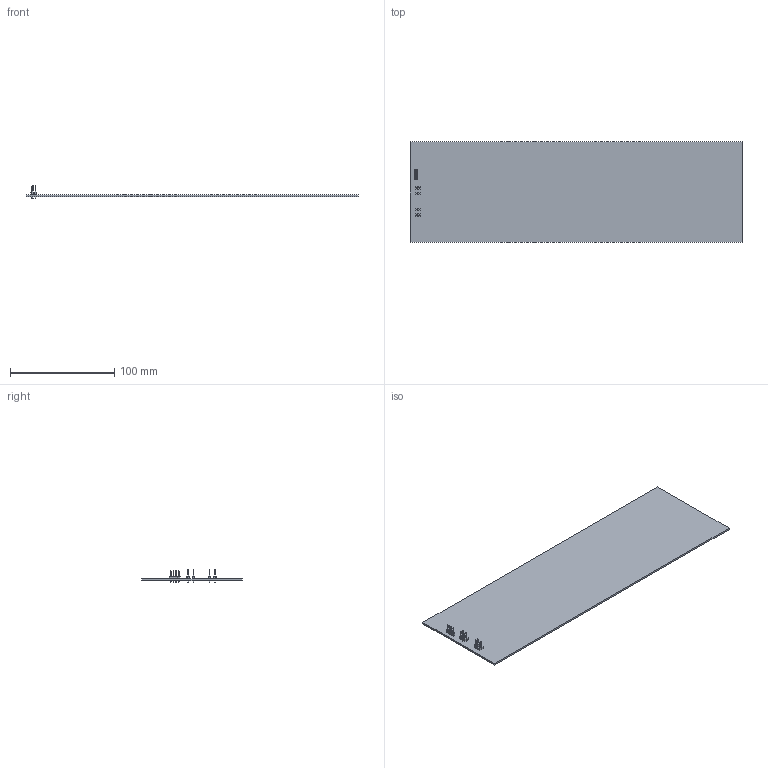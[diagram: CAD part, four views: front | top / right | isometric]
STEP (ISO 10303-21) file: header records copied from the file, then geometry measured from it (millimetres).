
FILE_DESCRIPTION(('Open CASCADE Model'),'2;1');
FILE_NAME('Open CASCADE Shape Model','2020-08-05T14:05:16',('Author'),( 'Open CASCADE'),'Open CASCADE STEP processor 6.5','Open CASCADE 6.5' ,'Unknown');
FILE_SCHEMA(('AUTOMOTIVE_DESIGN { 1 0 10303 214 1 1 1 1 }'));
Length unit declared in the file: millimetre
Products named in the file (9): PCB; Board; GND2; User_Library-HDR1X1_Rectangular_Straight; GND1; PWR1; PWR2; CH1; Molex_22-28-4xx3_v1
Assembly tree (18 placements, depth 3):
  PCB
    Board
    GND2
      User_Library-HDR1X1_Rectangular_Straight  x2
    GND1
      User_Library-HDR1X1_Rectangular_Straight  x2
    PWR1
      User_Library-HDR1X1_Rectangular_Straight  x2
    PWR2
      User_Library-HDR1X1_Rectangular_Straight  x2
    CH1
      Molex_22-28-4xx3_v1  x4
Bounding box: 317.99 x 96.65 x 11.8 mm (x, y, z)
Volume: 52220.7 mm3; surface area: 63650.5 mm2
Topology: 13 solids, 13 shells, 486 faces, 1164 edges, 744 vertices
Faces by surface type: plane 470, cylinder 16
Entity records: 6179 total; most frequent: CARTESIAN_POINT 968, DIRECTION 890, LINE 640, VECTOR 640, ORIENTED_EDGE 448, PCURVE 448, DEFINITIONAL_REPRESENTATION 448, EDGE_CURVE 224
